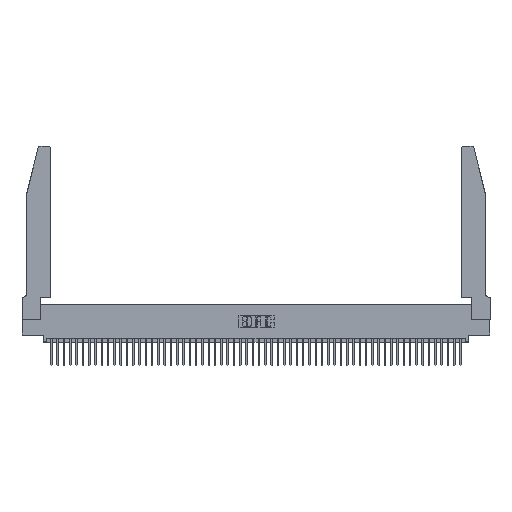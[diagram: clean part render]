
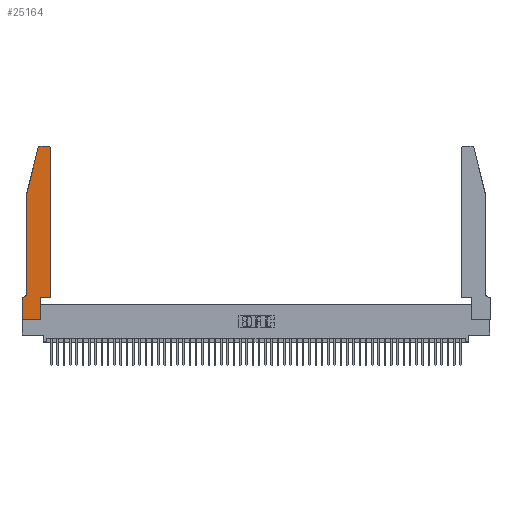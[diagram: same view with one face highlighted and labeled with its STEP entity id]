
A CAD part, top view. The second image highlights one B-rep face of the part: STEP entity #25164.
In plain terms, the highlighted planar face has unit normal (0, 0, 1).
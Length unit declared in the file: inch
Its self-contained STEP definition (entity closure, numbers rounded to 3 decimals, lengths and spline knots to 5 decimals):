
#295 = CARTESIAN_POINT ( 'NONE',  ( 0.4505, 2.72, 0.37 ) ) ;
#493 = ORIENTED_EDGE ( 'NONE', *, *, #35811, .T. ) ;
#853 = VECTOR ( 'NONE', #35181, 39.37008 ) ;
#1515 = DIRECTION ( 'NONE',  ( 1., 0., 0. ) ) ;
#1826 = CARTESIAN_POINT ( 'NONE',  ( 0.4505, 0.35, 0.37 ) ) ;
#2578 = ORIENTED_EDGE ( 'NONE', *, *, #23273, .T. ) ;
#2661 = VERTEX_POINT ( 'NONE', #3246 ) ;
#3039 = LINE ( 'NONE', #52720, #24954 ) ;
#3246 = CARTESIAN_POINT ( 'NONE',  ( 0.0055, 0.35, 0.37 ) ) ;
#3710 = ORIENTED_EDGE ( 'NONE', *, *, #44350, .T. ) ;
#4633 = VECTOR ( 'NONE', #50161, 39.37008 ) ;
#4654 = LINE ( 'NONE', #30438, #15046 ) ;
#5346 = EDGE_LOOP ( 'NONE', ( #3710, #2578, #53136, #14199, #37672, #22176, #46456, #52281, #45891, #7227, #44609, #493 ) ) ;
#5400 = EDGE_CURVE ( 'NONE', #22869, #7259, #52408, .T. ) ;
#5571 = EDGE_CURVE ( 'NONE', #7259, #2661, #49739, .T. ) ;
#5584 = AXIS2_PLACEMENT_3D ( 'NONE', #48954, #32931, #7453 ) ;
#5609 = CARTESIAN_POINT ( 'NONE',  ( 0.4505, 0.35, 0.37 ) ) ;
#5947 = VERTEX_POINT ( 'NONE', #43649 ) ;
#6225 = AXIS2_PLACEMENT_3D ( 'NONE', #29805, #26172, #38125 ) ;
#6514 = CARTESIAN_POINT ( 'NONE',  ( 0.4205, 2.72, 0.37 ) ) ;
#7227 = ORIENTED_EDGE ( 'NONE', *, *, #45079, .T. ) ;
#7259 = VERTEX_POINT ( 'NONE', #11454 ) ;
#7369 = LINE ( 'NONE', #25546, #50007 ) ;
#7453 = DIRECTION ( 'NONE',  ( 1., 0., 0. ) ) ;
#8502 = CARTESIAN_POINT ( 'NONE',  ( 0.0755, 2., 0.37 ) ) ;
#9047 = CARTESIAN_POINT ( 'NONE',  ( 0., 0.35, 0.37 ) ) ;
#10062 = CARTESIAN_POINT ( 'NONE',  ( 0.2865, 0., 0.37 ) ) ;
#11454 = CARTESIAN_POINT ( 'NONE',  ( 0.0755, 0.42, 0.37 ) ) ;
#12570 = CARTESIAN_POINT ( 'NONE',  ( 0.2865, 0.35, 0.37 ) ) ;
#12590 = EDGE_CURVE ( 'NONE', #2661, #52864, #4654, .T. ) ;
#14199 = ORIENTED_EDGE ( 'NONE', *, *, #5400, .T. ) ;
#14423 = VECTOR ( 'NONE', #20005, 39.37008 ) ;
#15046 = VECTOR ( 'NONE', #51726, 39.37008 ) ;
#15127 = CARTESIAN_POINT ( 'NONE',  ( 0.284, 2.75, 0.37 ) ) ;
#16051 = DIRECTION ( 'NONE',  ( 1., 0., 0. ) ) ;
#16074 = LINE ( 'NONE', #1826, #44469 ) ;
#16259 = AXIS2_PLACEMENT_3D ( 'NONE', #6514, #22966, #22793 ) ;
#16460 = VERTEX_POINT ( 'NONE', #12570 ) ;
#17362 = DIRECTION ( 'NONE',  ( 0., 0., 1. ) ) ;
#20005 = DIRECTION ( 'NONE',  ( 1., 0., 0. ) ) ;
#20566 = VERTEX_POINT ( 'NONE', #15127 ) ;
#21255 = CARTESIAN_POINT ( 'NONE',  ( 0., 0., 0.37 ) ) ;
#21462 = LINE ( 'NONE', #42884, #853 ) ;
#22176 = ORIENTED_EDGE ( 'NONE', *, *, #12590, .T. ) ;
#22793 = DIRECTION ( 'NONE',  ( 1., 0., 0. ) ) ;
#22869 = VERTEX_POINT ( 'NONE', #46985 ) ;
#22966 = DIRECTION ( 'NONE',  ( 0., 0., 1. ) ) ;
#23273 = EDGE_CURVE ( 'NONE', #20566, #30095, #40883, .T. ) ;
#24053 = EDGE_CURVE ( 'NONE', #52864, #5947, #53104, .T. ) ;
#24619 = CARTESIAN_POINT ( 'NONE',  ( 0.2865, 0.35, 0.37 ) ) ;
#24954 = VECTOR ( 'NONE', #16051, 39.37008 ) ;
#25164 = ADVANCED_FACE ( 'NONE', ( #32956 ), #50957, .T. ) ;
#25546 = CARTESIAN_POINT ( 'NONE',  ( 0.2605, 2.75, 0.37 ) ) ;
#26096 = CARTESIAN_POINT ( 'NONE',  ( 0.4205, 2.75, 0.37 ) ) ;
#26172 = DIRECTION ( 'NONE',  ( 0., 0., -1. ) ) ;
#26175 = CARTESIAN_POINT ( 'NONE',  ( 0.25487, 2.72718, 0.37 ) ) ;
#27021 = EDGE_CURVE ( 'NONE', #30095, #22869, #21462, .T. ) ;
#27060 = VERTEX_POINT ( 'NONE', #10062 ) ;
#29805 = CARTESIAN_POINT ( 'NONE',  ( 0.0055, 0.42, 0.37 ) ) ;
#30095 = VERTEX_POINT ( 'NONE', #26175 ) ;
#30438 = CARTESIAN_POINT ( 'NONE',  ( 0.0755, 0.35, 0.37 ) ) ;
#31220 = AXIS2_PLACEMENT_3D ( 'NONE', #9047, #17362, #1515 ) ;
#31271 = VERTEX_POINT ( 'NONE', #295 ) ;
#32094 = VERTEX_POINT ( 'NONE', #5609 ) ;
#32931 = DIRECTION ( 'NONE',  ( 0., 0., 1. ) ) ;
#32956 = FACE_OUTER_BOUND ( 'NONE', #5346, .T. ) ;
#33547 = DIRECTION ( 'NONE',  ( -1., 0., 0. ) ) ;
#34031 = LINE ( 'NONE', #24619, #38569 ) ;
#35181 = DIRECTION ( 'NONE',  ( -0.239, -0.971, 0. ) ) ;
#35811 = EDGE_CURVE ( 'NONE', #31271, #41339, #50856, .T. ) ;
#37667 = LINE ( 'NONE', #40567, #14423 ) ;
#37672 = ORIENTED_EDGE ( 'NONE', *, *, #5571, .T. ) ;
#38125 = DIRECTION ( 'NONE',  ( -1., 0., 0. ) ) ;
#38569 = VECTOR ( 'NONE', #49528, 39.37008 ) ;
#39162 = DIRECTION ( 'NONE',  ( 0., 1., 0. ) ) ;
#40096 = VECTOR ( 'NONE', #49844, 39.37008 ) ;
#40567 = CARTESIAN_POINT ( 'NONE',  ( 0.4505, 0.35, 0.37 ) ) ;
#40780 = EDGE_CURVE ( 'NONE', #32094, #31271, #16074, .T. ) ;
#40883 = CIRCLE ( 'NONE', #5584, 0.03 ) ;
#41339 = VERTEX_POINT ( 'NONE', #26096 ) ;
#42267 = EDGE_CURVE ( 'NONE', #5947, #27060, #3039, .T. ) ;
#42884 = CARTESIAN_POINT ( 'NONE',  ( 0.0755, 2., 0.37 ) ) ;
#42963 = CARTESIAN_POINT ( 'NONE',  ( 0., 0.35, 0.37 ) ) ;
#43042 = EDGE_CURVE ( 'NONE', #27060, #16460, #34031, .T. ) ;
#43649 = CARTESIAN_POINT ( 'NONE',  ( 0., 0., 0.37 ) ) ;
#44350 = EDGE_CURVE ( 'NONE', #41339, #20566, #7369, .T. ) ;
#44469 = VECTOR ( 'NONE', #39162, 39.37008 ) ;
#44609 = ORIENTED_EDGE ( 'NONE', *, *, #40780, .T. ) ;
#45079 = EDGE_CURVE ( 'NONE', #16460, #32094, #37667, .T. ) ;
#45891 = ORIENTED_EDGE ( 'NONE', *, *, #43042, .T. ) ;
#46456 = ORIENTED_EDGE ( 'NONE', *, *, #24053, .T. ) ;
#46985 = CARTESIAN_POINT ( 'NONE',  ( 0.0755, 2., 0.37 ) ) ;
#48954 = CARTESIAN_POINT ( 'NONE',  ( 0.284, 2.72, 0.37 ) ) ;
#49528 = DIRECTION ( 'NONE',  ( 0., 1., 0. ) ) ;
#49739 = CIRCLE ( 'NONE', #6225, 0.07 ) ;
#49844 = DIRECTION ( 'NONE',  ( 0., -1., 0. ) ) ;
#50007 = VECTOR ( 'NONE', #33547, 39.37008 ) ;
#50161 = DIRECTION ( 'NONE',  ( 0., -1., 0. ) ) ;
#50856 = CIRCLE ( 'NONE', #16259, 0.03 ) ;
#50957 = PLANE ( 'NONE',  #31220 ) ;
#51726 = DIRECTION ( 'NONE',  ( -1., 0., 0. ) ) ;
#52281 = ORIENTED_EDGE ( 'NONE', *, *, #42267, .T. ) ;
#52408 = LINE ( 'NONE', #8502, #40096 ) ;
#52720 = CARTESIAN_POINT ( 'NONE',  ( 0., 0., 0.37 ) ) ;
#52864 = VERTEX_POINT ( 'NONE', #42963 ) ;
#53104 = LINE ( 'NONE', #21255, #4633 ) ;
#53136 = ORIENTED_EDGE ( 'NONE', *, *, #27021, .T. ) ;
